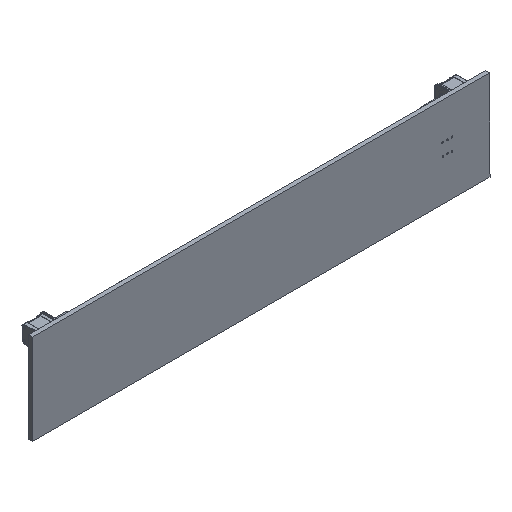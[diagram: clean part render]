
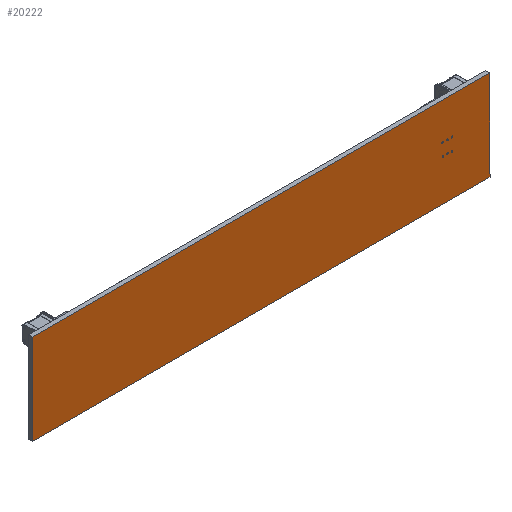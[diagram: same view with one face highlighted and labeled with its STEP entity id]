
A CAD part, isometric view. The second image highlights one B-rep face of the part: STEP entity #20222.
In plain terms, the highlighted planar face has unit normal (0, -1, 0).
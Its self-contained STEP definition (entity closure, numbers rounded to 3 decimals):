
#1408=FACE_BOUND('',#4245,.T.);
#1409=FACE_BOUND('',#4246,.T.);
#1410=FACE_BOUND('',#4247,.T.);
#1411=FACE_BOUND('',#4248,.T.);
#1412=FACE_BOUND('',#4249,.T.);
#1413=FACE_BOUND('',#4250,.T.);
#1809=PLANE('',#22741);
#2942=FACE_OUTER_BOUND('',#4244,.T.);
#4244=EDGE_LOOP('',(#18948,#18949,#18950,#18951));
#4245=EDGE_LOOP('',(#18952));
#4246=EDGE_LOOP('',(#18953));
#4247=EDGE_LOOP('',(#18954));
#4248=EDGE_LOOP('',(#18955));
#4249=EDGE_LOOP('',(#18956));
#4250=EDGE_LOOP('',(#18957));
#5481=LINE('',#48964,#6714);
#5484=LINE('',#48970,#6717);
#5487=LINE('',#48976,#6720);
#5490=LINE('',#48980,#6723);
#6714=VECTOR('',#28756,10.);
#6717=VECTOR('',#28761,10.);
#6720=VECTOR('',#28766,10.);
#6723=VECTOR('',#28771,10.);
#8068=CIRCLE('',#22720,2.);
#8070=CIRCLE('',#22723,2.);
#8072=CIRCLE('',#22726,2.);
#8074=CIRCLE('',#22729,2.);
#8076=CIRCLE('',#22732,2.);
#8078=CIRCLE('',#22735,2.);
#9996=VERTEX_POINT('',#48922);
#9998=VERTEX_POINT('',#48928);
#10000=VERTEX_POINT('',#48934);
#10002=VERTEX_POINT('',#48940);
#10004=VERTEX_POINT('',#48946);
#10006=VERTEX_POINT('',#48952);
#10010=VERTEX_POINT('',#48961);
#10011=VERTEX_POINT('',#48963);
#10013=VERTEX_POINT('',#48969);
#10015=VERTEX_POINT('',#48975);
#12970=EDGE_CURVE('',#9996,#9996,#8068,.T.);
#12973=EDGE_CURVE('',#9998,#9998,#8070,.T.);
#12976=EDGE_CURVE('',#10000,#10000,#8072,.T.);
#12979=EDGE_CURVE('',#10002,#10002,#8074,.T.);
#12982=EDGE_CURVE('',#10004,#10004,#8076,.T.);
#12985=EDGE_CURVE('',#10006,#10006,#8078,.T.);
#12990=EDGE_CURVE('',#10011,#10010,#5481,.T.);
#12993=EDGE_CURVE('',#10013,#10011,#5484,.T.);
#12996=EDGE_CURVE('',#10015,#10013,#5487,.T.);
#12999=EDGE_CURVE('',#10010,#10015,#5490,.T.);
#18948=ORIENTED_EDGE('',*,*,#12999,.T.);
#18949=ORIENTED_EDGE('',*,*,#12996,.T.);
#18950=ORIENTED_EDGE('',*,*,#12993,.T.);
#18951=ORIENTED_EDGE('',*,*,#12990,.T.);
#18952=ORIENTED_EDGE('',*,*,#12985,.T.);
#18953=ORIENTED_EDGE('',*,*,#12982,.T.);
#18954=ORIENTED_EDGE('',*,*,#12979,.T.);
#18955=ORIENTED_EDGE('',*,*,#12976,.T.);
#18956=ORIENTED_EDGE('',*,*,#12973,.T.);
#18957=ORIENTED_EDGE('',*,*,#12970,.T.);
#20222=ADVANCED_FACE('',(#2942,#1408,#1409,#1410,#1411,#1412,#1413),#1809,
 .T.);
#22720=AXIS2_PLACEMENT_3D('',#48923,#28712,#28713);
#22723=AXIS2_PLACEMENT_3D('',#48929,#28719,#28720);
#22726=AXIS2_PLACEMENT_3D('',#48935,#28726,#28727);
#22729=AXIS2_PLACEMENT_3D('',#48941,#28733,#28734);
#22732=AXIS2_PLACEMENT_3D('',#48947,#28740,#28741);
#22735=AXIS2_PLACEMENT_3D('',#48953,#28747,#28748);
#22741=AXIS2_PLACEMENT_3D('',#48981,#28772,#28773);
#28712=DIRECTION('center_axis',(0.,1.,0.));
#28713=DIRECTION('ref_axis',(1.,0.,0.));
#28719=DIRECTION('center_axis',(0.,1.,0.));
#28720=DIRECTION('ref_axis',(1.,0.,0.));
#28726=DIRECTION('center_axis',(0.,1.,0.));
#28727=DIRECTION('ref_axis',(1.,0.,0.));
#28733=DIRECTION('center_axis',(0.,1.,0.));
#28734=DIRECTION('ref_axis',(1.,0.,0.));
#28740=DIRECTION('center_axis',(0.,1.,0.));
#28741=DIRECTION('ref_axis',(1.,0.,0.));
#28747=DIRECTION('center_axis',(0.,1.,0.));
#28748=DIRECTION('ref_axis',(1.,0.,0.));
#28756=DIRECTION('',(0.,0.,-1.));
#28761=DIRECTION('',(-1.,0.,0.));
#28766=DIRECTION('',(0.,0.,1.));
#28771=DIRECTION('',(1.,0.,0.));
#28772=DIRECTION('center_axis',(0.,-1.,0.));
#28773=DIRECTION('ref_axis',(1.,0.,0.));
#48922=CARTESIAN_POINT('',(870.5,-26.4,27.625));
#48923=CARTESIAN_POINT('Origin',(872.5,-26.4,27.625));
#48928=CARTESIAN_POINT('',(893.5,-26.4,27.875));
#48929=CARTESIAN_POINT('Origin',(895.5,-26.4,27.875));
#48934=CARTESIAN_POINT('',(882.,-26.4,58.375));
#48935=CARTESIAN_POINT('Origin',(884.,-26.4,58.375));
#48940=CARTESIAN_POINT('',(882.,-26.4,28.375));
#48941=CARTESIAN_POINT('Origin',(884.,-26.4,28.375));
#48946=CARTESIAN_POINT('',(870.25,-26.4,58.875));
#48947=CARTESIAN_POINT('Origin',(872.25,-26.4,58.875));
#48952=CARTESIAN_POINT('',(893.5,-26.4,58.875));
#48953=CARTESIAN_POINT('Origin',(895.5,-26.4,58.875));
#48961=CARTESIAN_POINT('',(-150.,-26.4,-75.));
#48963=CARTESIAN_POINT('',(-150.,-26.4,150.));
#48964=CARTESIAN_POINT('',(-150.,-26.4,-75.));
#48969=CARTESIAN_POINT('',(990.,-26.4,150.));
#48970=CARTESIAN_POINT('',(-150.,-26.4,150.));
#48975=CARTESIAN_POINT('',(990.,-26.4,-75.));
#48976=CARTESIAN_POINT('',(990.,-26.4,150.));
#48980=CARTESIAN_POINT('',(990.,-26.4,-75.));
#48981=CARTESIAN_POINT('Origin',(420.,-26.4,37.5));
